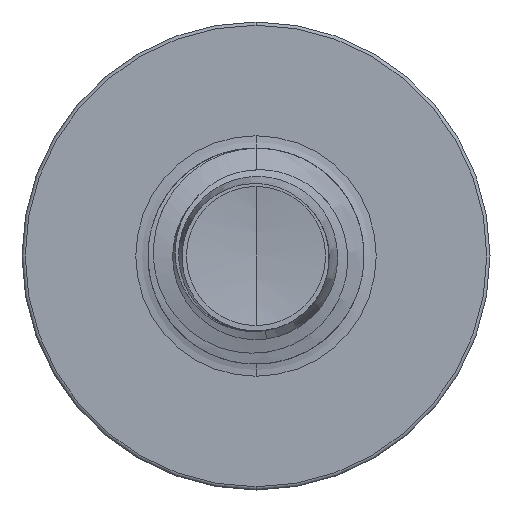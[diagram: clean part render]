
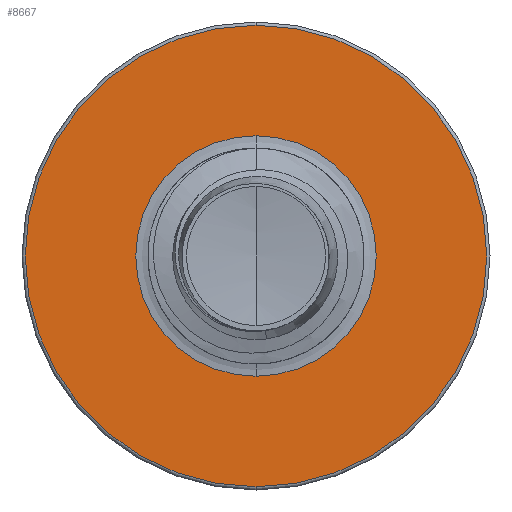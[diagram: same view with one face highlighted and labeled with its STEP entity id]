
A CAD part, front view. The second image highlights one B-rep face of the part: STEP entity #8667.
In plain terms, the highlighted planar face has unit normal (0, -1, 0).
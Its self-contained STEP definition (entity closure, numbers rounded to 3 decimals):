
#875 = AXIS2_PLACEMENT_3D ( 'NONE', #14060, #14039, #14023 ) ;
#1956 = AXIS2_PLACEMENT_3D ( 'NONE', #18054, #18039, #18026 ) ;
#2171 = DIRECTION ( 'NONE',  ( 0., 1., 0. ) ) ;
#2258 = CIRCLE ( 'NONE', #1956, 3.205 ) ;
#2895 = AXIS2_PLACEMENT_3D ( 'NONE', #18313, #18226, #18215 ) ;
#4056 = EDGE_LOOP ( 'NONE', ( #15399, #15646 ) ) ;
#5891 = FACE_BOUND ( 'NONE', #13387, .T. ) ;
#6507 = CARTESIAN_POINT ( 'NONE',  ( 0., 9., 0. ) ) ;
#6858 = CIRCLE ( 'NONE', #875, 1.67 ) ;
#7236 = FACE_OUTER_BOUND ( 'NONE', #4056, .T. ) ;
#7617 = VERTEX_POINT ( 'NONE', #20811 ) ;
#8094 = VERTEX_POINT ( 'NONE', #20482 ) ;
#8531 = DIRECTION ( 'NONE',  ( 0., 0., 1. ) ) ;
#8667 = ADVANCED_FACE ( 'NONE', ( #7236, #5891 ), #18249, .F. ) ;
#8722 = CIRCLE ( 'NONE', #18258, 1.67 ) ;
#9348 = VERTEX_POINT ( 'NONE', #15531 ) ;
#11733 = EDGE_CURVE ( 'NONE', #18566, #7617, #2258, .T. ) ;
#13387 = EDGE_LOOP ( 'NONE', ( #16172, #16434 ) ) ;
#13670 = CARTESIAN_POINT ( 'NONE',  ( 0., 9., 0. ) ) ;
#13793 = EDGE_CURVE ( 'NONE', #9348, #8094, #6858, .T. ) ;
#14023 = DIRECTION ( 'NONE',  ( 0., 0., 1. ) ) ;
#14039 = DIRECTION ( 'NONE',  ( 0., 1., 0. ) ) ;
#14060 = CARTESIAN_POINT ( 'NONE',  ( 0., 9., 0. ) ) ;
#15086 = DIRECTION ( 'NONE',  ( 0., 0., 1. ) ) ;
#15399 = ORIENTED_EDGE ( 'NONE', *, *, #11733, .F. ) ;
#15531 = CARTESIAN_POINT ( 'NONE',  ( 0., 9., -1.67 ) ) ;
#15646 = ORIENTED_EDGE ( 'NONE', *, *, #18794, .F. ) ;
#16172 = ORIENTED_EDGE ( 'NONE', *, *, #18777, .T. ) ;
#16434 = ORIENTED_EDGE ( 'NONE', *, *, #13793, .T. ) ;
#17721 = DIRECTION ( 'NONE',  ( 0., 1., 0. ) ) ;
#18026 = DIRECTION ( 'NONE',  ( 0., 0., 1. ) ) ;
#18028 = CARTESIAN_POINT ( 'NONE',  ( 0., 9., 3.205 ) ) ;
#18039 = DIRECTION ( 'NONE',  ( 0., 1., 0. ) ) ;
#18054 = CARTESIAN_POINT ( 'NONE',  ( 0., 9., 0. ) ) ;
#18215 = DIRECTION ( 'NONE',  ( 0., 0., 1. ) ) ;
#18226 = DIRECTION ( 'NONE',  ( 0., 1., 0. ) ) ;
#18249 = PLANE ( 'NONE',  #2895 ) ;
#18258 = AXIS2_PLACEMENT_3D ( 'NONE', #13670, #2171, #15086 ) ;
#18313 = CARTESIAN_POINT ( 'NONE',  ( 0., 9., -1.67 ) ) ;
#18566 = VERTEX_POINT ( 'NONE', #18028 ) ;
#18777 = EDGE_CURVE ( 'NONE', #8094, #9348, #8722, .T. ) ;
#18794 = EDGE_CURVE ( 'NONE', #7617, #18566, #19960, .T. ) ;
#19701 = AXIS2_PLACEMENT_3D ( 'NONE', #6507, #17721, #8531 ) ;
#19960 = CIRCLE ( 'NONE', #19701, 3.205 ) ;
#20482 = CARTESIAN_POINT ( 'NONE',  ( 0., 9., 1.67 ) ) ;
#20811 = CARTESIAN_POINT ( 'NONE',  ( 0., 9., -3.205 ) ) ;
